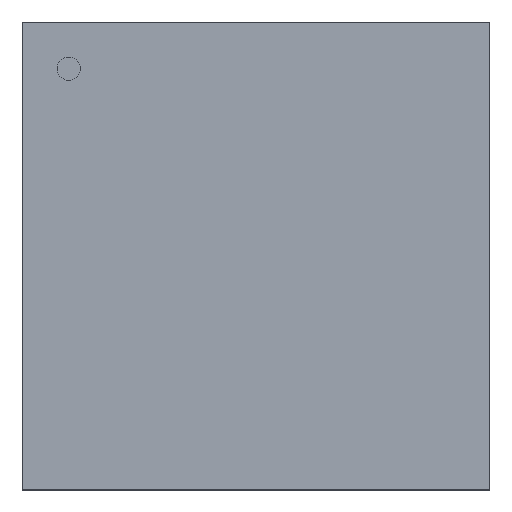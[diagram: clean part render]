
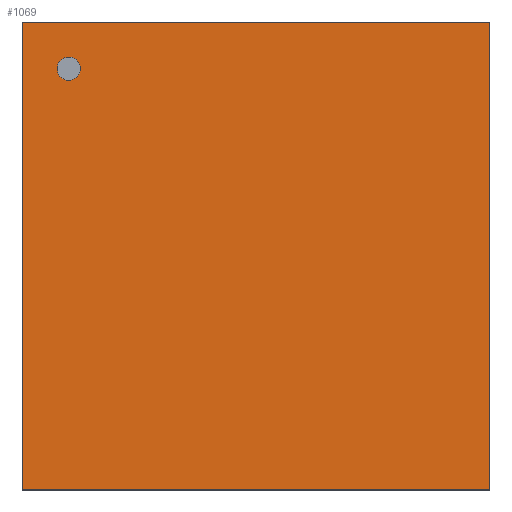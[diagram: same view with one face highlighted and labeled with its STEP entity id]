
A CAD part, top view. The second image highlights one B-rep face of the part: STEP entity #1069.
In plain terms, the highlighted planar face has unit normal (0, 0, 1).
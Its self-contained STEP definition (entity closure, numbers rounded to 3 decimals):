
#845=CARTESIAN_POINT('',(3.505,-3.505,1.93));
#844=VERTEX_POINT('',#845);
#855=CARTESIAN_POINT('',(-3.505,-3.505,1.93));
#854=VERTEX_POINT('',#855);
#853=EDGE_CURVE('',#854,#844,#858,.T.);
#858=LINE('',#855,#860);
#860=VECTOR('',#861,7.01);
#861=DIRECTION('',(1.0,0.0,0.0));
#894=CARTESIAN_POINT('',(3.505,3.505,1.93));
#893=VERTEX_POINT('',#894);
#902=EDGE_CURVE('',#844,#893,#907,.T.);
#907=LINE('',#845,#909);
#909=VECTOR('',#910,7.01);
#910=DIRECTION('',(0.0,1.0,0.0));
#943=CARTESIAN_POINT('',(-3.505,3.505,1.93));
#942=VERTEX_POINT('',#943);
#951=EDGE_CURVE('',#893,#942,#956,.T.);
#956=LINE('',#894,#958);
#958=VECTOR('',#959,7.01);
#959=DIRECTION('',(-1.0,0.0,0.0));
#1000=EDGE_CURVE('',#942,#854,#1005,.T.);
#1005=LINE('',#943,#1007);
#1007=VECTOR('',#1008,7.01);
#1008=DIRECTION('',(0.0,-1.0,0.0));
#1069=ADVANCED_FACE('',(#1075),#1070,.T.);
#1070=PLANE('',#1071);
#1071=AXIS2_PLACEMENT_3D('',#1072,#1073,#1074);
#1072=CARTESIAN_POINT('',(-3.505,-3.505,1.93));
#1073=DIRECTION('',(0.0,0.0,1.0));
#1074=DIRECTION('',(0.,1.,0.));
#1075=FACE_OUTER_BOUND('',#1076,.T.);
#1076=EDGE_LOOP('',(#1077,#1087,#1097,#1107));
#1077=ORIENTED_EDGE('',*,*,#853,.T.);
#1087=ORIENTED_EDGE('',*,*,#902,.T.);
#1097=ORIENTED_EDGE('',*,*,#951,.T.);
#1107=ORIENTED_EDGE('',*,*,#1000,.T.);
